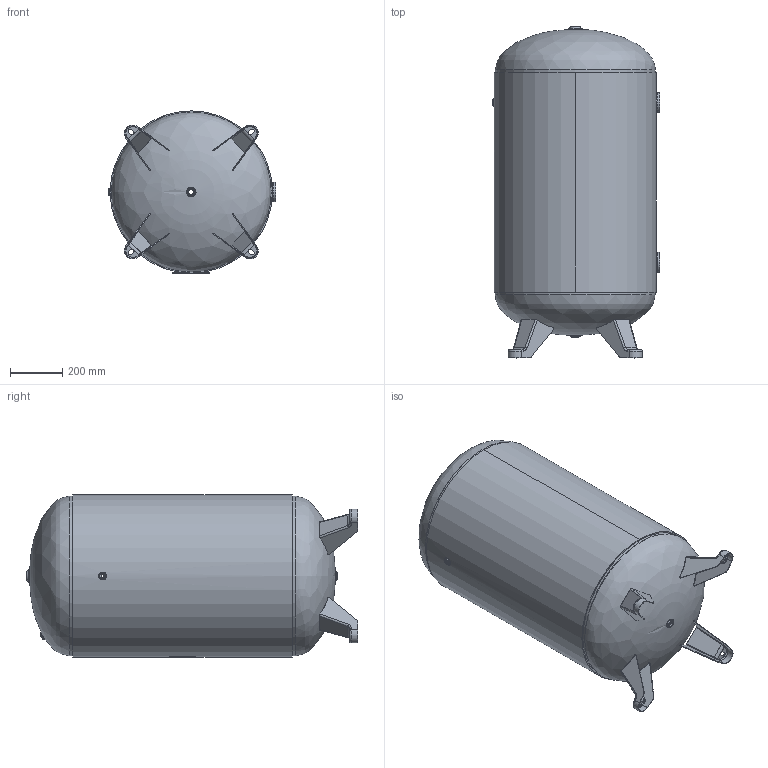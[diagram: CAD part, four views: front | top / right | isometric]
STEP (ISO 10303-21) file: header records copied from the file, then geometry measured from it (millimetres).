
FILE_DESCRIPTION(/* description */ ('24 X 46 200# VERT ASME STOCK 80 GAL W/FEET LESS TPLT'),/* implementation_level */ '2;1');
FILE_NAME(/* name */ 'SPVG_A10045.stp',/* time_stamp */ '2018-11-07T08:02:44-06:00',/* author */ ('kim.thoune'),/* organization */ ('STEEL FAB IF WE MAKE IT, VENDOR IF WE DON''T'),/* preprocessor_version */ 'ST-DEVELOPER v16.5',/* originating_system */ 'Autodesk Inventor 2017',/* authorisation */ 'CHECKERS BOSS');
FILE_SCHEMA (('AUTOMOTIVE_DESIGN { 1 0 10303 214 3 1 1 }'));
Length unit declared in the file: inch
Products named in the file (13): A10045; A10045-3; H24149P; A10045-2; H24149P_1; A10045-1; F100500; 60-140; 64-053; F100750; S100004S; F102001; F100250
Assembly tree (17 placements, depth 3):
  A10045
    A10045-3
      H24149P
    A10045-2
      H24149P_1
    A10045-1
    F100500
    60-140
      64-053
    F100750
    F100250  x2
    S100004S  x4
    F102001  x2
Bounding box: 638.94 x 1266.23 x 619.1 mm (x, y, z)
Volume: 11139471.7 mm3; surface area: 5267901 mm2
Topology: 14 solids, 14 shells, 419 faces, 1061 edges, 684 vertices
Faces by surface type: plane 216, cylinder 106, bspline 56, torus 32, cone 9
Full cylindrical faces by diameter (mm): 6.35 x4, 11.455 x2, 18.644 x1, 26.175 x1, 26.987 x2, 30.95 x1, 35.7 x1, 36.909 x1, 52.387 x1, 56.667 x2, 66.675 x2, 68.263 x2, 76.2 x2, 602.031 x2, 609.6 x3, 619.1 x1
Entity records: 9680 total; most frequent: CARTESIAN_POINT 2869, ORIENTED_EDGE 1318, DIRECTION 1228, EDGE_CURVE 659, LINE 460, VECTOR 460, VERTEX_POINT 455, AXIS2_PLACEMENT_3D 384
